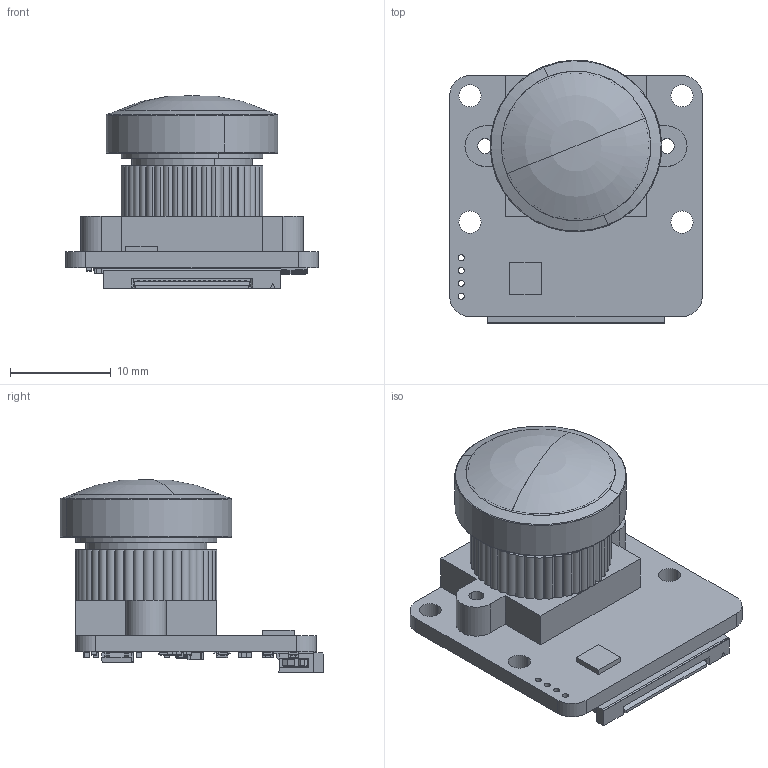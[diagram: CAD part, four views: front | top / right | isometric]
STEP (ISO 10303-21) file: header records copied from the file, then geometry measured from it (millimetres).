
FILE_DESCRIPTION (( 'STEP AP214' ), '1' );
FILE_NAME ('B0310.STEP', '2023-12-21T08:52:46', ( '' ), ( '' ), 'SwSTEP 2.0', 'SolidWorks 2021', '' );
FILE_SCHEMA (( 'AUTOMOTIVE_DESIGN' ));
Length unit declared in the file: millimetre
Products named in the file (80): R9.step; C2.step; 6067962944.step; Extruded.step; L__X2__00F6__X0__tende.step; C10.step; C9.step; 6067963424.step; C5.step; B0310; User_Library-CAPC_0402_CAPC_0402_Body_1-5.step; C13.step; R17.step; C12.step; C7.step; L1.step; UC-A65_Rev.B.step; C57.step; R2.step; Open CASCADE STEP translator 6.8 1.1.1.step; 孔距18mm 总高13mm（4+9）塑料; C1.step; User_Library-FB_1608_Pad001.step; R1.step; R3.step; U3.step; PY223噩芛; J1.step; C3.step; User_Library-FB_1608_Cut.step; 74479787147.step; R18.step; Board.step; C11.step; User_Library-CAPC_0402_CAPC_0402_Lead_1-2.step; R14.step; L2.step; 6067964384.step; R7.step; 6772084176.step ...
Assembly tree (109 placements, depth 5):
  B0310
    UC-A65_Rev.B.step
      Board.step
        Open CASCADE STEP translator 6.8 1.1.1.step
      R12.step
        6067963024.step
      R10.step
        6067963424.step
      R9.step
        6067964544.step
      C13.step
        6067962944.step
          User_Library-CAPC_0402_CAPC_0402_Lead_1.step  x2
          User_Library-CAPC_0402_CAPC_0402_Body_1.step
      R7.step
        6067964544.step
      R6.step
        6067963024.step
      L2.step
        6067963744.step
          74479787147.step
          L__X2__00F6__X0__tende.step  x2
      R3.step
        6067963024.step
      U1.step
        6067964464.step
      U2.step
        6067964464.step
      R1.step
        6067963424.step
      C1.step
        6067966864.step
          User_Library-CAPC_0402_CAPC_0402_Lead_1-0.step  x2
          User_Library-CAPC_0402_CAPC_0402_Body_1-1.step
      C2.step
        6067963904.step
          User_Library-CAPC_0402_CAPC_0402_Lead_1-2.step  x2
          User_Library-CAPC_0402_CAPC_0402_Body_1-3.step
      C3.step
        6067963904.step
          User_Library-CAPC_0402_CAPC_0402_Lead_1-2.step  x2
          User_Library-CAPC_0402_CAPC_0402_Body_1-3.step
      C4.step
        6067962944.step
          User_Library-CAPC_0402_CAPC_0402_Lead_1.step  x2
          User_Library-CAPC_0402_CAPC_0402_Body_1.step
      C5.step
        6067963904.step
          User_Library-CAPC_0402_CAPC_0402_Lead_1-2.step  x2
          User_Library-CAPC_0402_CAPC_0402_Body_1-3.step
      C6.step
        6067963904.step
          User_Library-CAPC_0402_CAPC_0402_Lead_1-2.step  x2
          User_Library-CAPC_0402_CAPC_0402_Body_1-3.step
      C7.step
        6067963904.step
          User_Library-CAPC_0402_CAPC_0402_Lead_1-2.step  x2
          User_Library-CAPC_0402_CAPC_0402_Body_1-3.step
      C8.step
        6067962944.step
Bounding box: 25 x 26.09 x 19.05 mm (x, y, z)
Volume: 3696.1 mm3; surface area: 4916.9 mm2
Topology: 87 solids, 87 shells, 2339 faces, 6100 edges, 3916 vertices
Faces by surface type: plane 1953, cylinder 326, sphere 28, torus 20, bspline 10, cone 2
Entity records: 51290 total; most frequent: CARTESIAN_POINT 8958, ORIENTED_EDGE 8132, DIRECTION 7884, EDGE_CURVE 4066, VECTOR 3440, LINE 3440, VERTEX_POINT 2640, AXIS2_PLACEMENT_3D 2222
